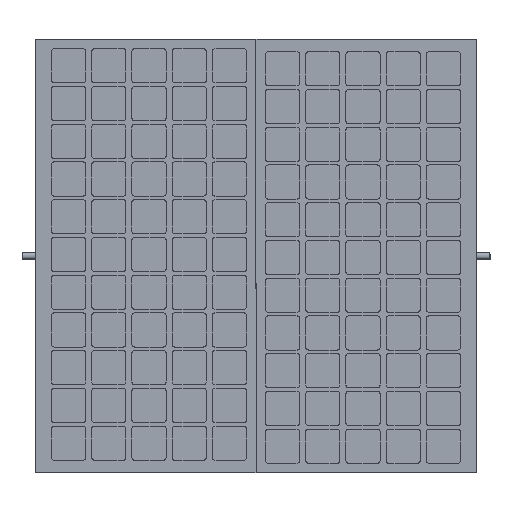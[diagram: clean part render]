
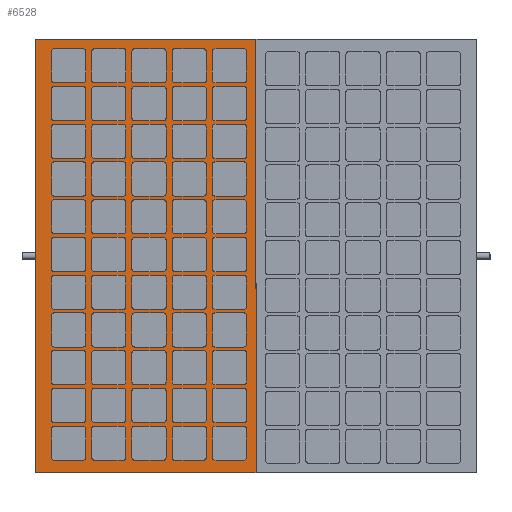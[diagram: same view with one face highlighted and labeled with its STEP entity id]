
A CAD part, top view. The second image highlights one B-rep face of the part: STEP entity #6528.
In plain terms, the highlighted face is planar.
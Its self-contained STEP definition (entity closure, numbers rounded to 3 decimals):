
#60 = LINE ( 'NONE', #5240, #11972 ) ;
#246 = LINE ( 'NONE', #10766, #14178 ) ;
#458 = VERTEX_POINT ( 'NONE', #12497 ) ;
#749 = DIRECTION ( 'NONE',  ( 1., 0., 0. ) ) ;
#1068 = AXIS2_PLACEMENT_3D ( 'NONE', #3857, #14482, #7814 ) ;
#1372 = CARTESIAN_POINT ( 'NONE',  ( 0., 35., 0. ) ) ;
#1711 = ORIENTED_EDGE ( 'NONE', *, *, #9890, .T. ) ;
#1914 = DIRECTION ( 'NONE',  ( 0., 0., -1. ) ) ;
#2834 = EDGE_CURVE ( 'NONE', #5451, #6833, #3387, .T. ) ;
#3017 = ORIENTED_EDGE ( 'NONE', *, *, #15703, .T. ) ;
#3387 = LINE ( 'NONE', #14089, #5588 ) ;
#3857 = CARTESIAN_POINT ( 'NONE',  ( 0., 35., 0. ) ) ;
#5224 = EDGE_CURVE ( 'NONE', #6833, #458, #9876, .T. ) ;
#5240 = CARTESIAN_POINT ( 'NONE',  ( 0., 35., 0. ) ) ;
#5451 = VERTEX_POINT ( 'NONE', #1372 ) ;
#5588 = VECTOR ( 'NONE', #749, 1000. ) ;
#5686 = DIRECTION ( 'NONE',  ( -1., 0., 0. ) ) ;
#6528 = ADVANCED_FACE ( 'NONE', ( #11435 ), #9110, .F. ) ;
#6830 = VERTEX_POINT ( 'NONE', #14206 ) ;
#6833 = VERTEX_POINT ( 'NONE', #8749 ) ;
#7626 = ORIENTED_EDGE ( 'NONE', *, *, #2834, .T. ) ;
#7814 = DIRECTION ( 'NONE',  ( 0., 0., -1. ) ) ;
#8196 = EDGE_LOOP ( 'NONE', ( #7626, #8557, #3017, #1711 ) ) ;
#8205 = DIRECTION ( 'NONE',  ( 0., 0., 1. ) ) ;
#8557 = ORIENTED_EDGE ( 'NONE', *, *, #5224, .T. ) ;
#8749 = CARTESIAN_POINT ( 'NONE',  ( 806., 35., 0. ) ) ;
#9110 = PLANE ( 'NONE',  #1068 ) ;
#9244 = VECTOR ( 'NONE', #1914, 1000. ) ;
#9876 = LINE ( 'NONE', #9967, #9244 ) ;
#9890 = EDGE_CURVE ( 'NONE', #6830, #5451, #60, .T. ) ;
#9967 = CARTESIAN_POINT ( 'NONE',  ( 806., 35., -1586. ) ) ;
#10766 = CARTESIAN_POINT ( 'NONE',  ( 0., 35., -1586. ) ) ;
#11435 = FACE_OUTER_BOUND ( 'NONE', #8196, .T. ) ;
#11972 = VECTOR ( 'NONE', #8205, 1000. ) ;
#12497 = CARTESIAN_POINT ( 'NONE',  ( 806., 35., -1586. ) ) ;
#14089 = CARTESIAN_POINT ( 'NONE',  ( 806., 35., 0. ) ) ;
#14178 = VECTOR ( 'NONE', #5686, 1000. ) ;
#14206 = CARTESIAN_POINT ( 'NONE',  ( 0., 35., -1586. ) ) ;
#14482 = DIRECTION ( 'NONE',  ( 0., -1., 0. ) ) ;
#15703 = EDGE_CURVE ( 'NONE', #458, #6830, #246, .T. ) ;
